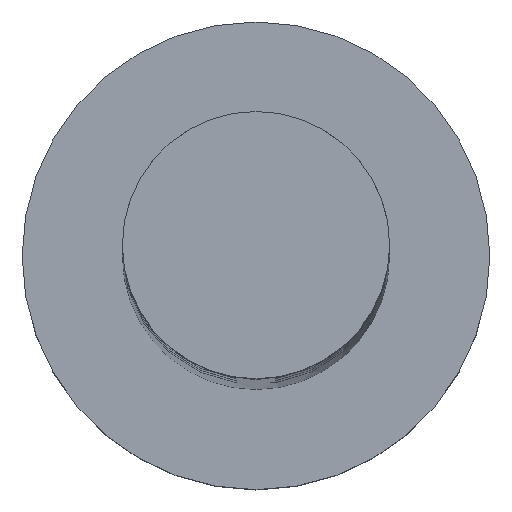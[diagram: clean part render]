
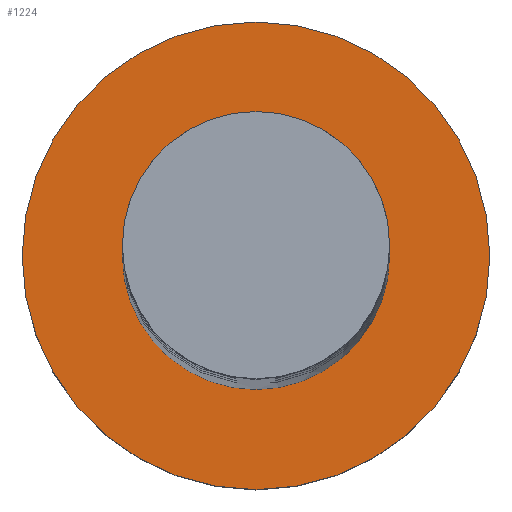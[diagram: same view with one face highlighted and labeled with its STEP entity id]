
A CAD part, top view. The second image highlights one B-rep face of the part: STEP entity #1224.
In plain terms, the highlighted planar face has unit normal (0, 0, 1).
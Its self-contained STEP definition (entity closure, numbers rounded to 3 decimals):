
#73 = DIRECTION ( 'NONE',  ( 1., 0., 0. ) ) ;
#81 = CARTESIAN_POINT ( 'NONE',  ( 7., 0., 5. ) ) ;
#194 = ORIENTED_EDGE ( 'NONE', *, *, #1395, .T. ) ;
#202 = CIRCLE ( 'NONE', #317, 4. ) ;
#308 = EDGE_CURVE ( 'NONE', #332, #1545, #1492, .T. ) ;
#317 = AXIS2_PLACEMENT_3D ( 'NONE', #1465, #902, #1172 ) ;
#332 = VERTEX_POINT ( 'NONE', #81 ) ;
#342 = DIRECTION ( 'NONE',  ( 1., 0., 0. ) ) ;
#345 = DIRECTION ( 'NONE',  ( 0., 0., 1. ) ) ;
#534 = CARTESIAN_POINT ( 'NONE',  ( -7., 0., 5. ) ) ;
#615 = FACE_OUTER_BOUND ( 'NONE', #736, .T. ) ;
#631 = EDGE_LOOP ( 'NONE', ( #1561, #655 ) ) ;
#653 = AXIS2_PLACEMENT_3D ( 'NONE', #867, #345, #876 ) ;
#655 = ORIENTED_EDGE ( 'NONE', *, *, #1737, .F. ) ;
#723 = CARTESIAN_POINT ( 'NONE',  ( 0., 0., 5. ) ) ;
#736 = EDGE_LOOP ( 'NONE', ( #194, #1434 ) ) ;
#737 = FACE_BOUND ( 'NONE', #631, .T. ) ;
#856 = DIRECTION ( 'NONE',  ( 0., 0., 1. ) ) ;
#863 = VERTEX_POINT ( 'NONE', #971 ) ;
#867 = CARTESIAN_POINT ( 'NONE',  ( 0., 0., 5. ) ) ;
#876 = DIRECTION ( 'NONE',  ( 1., 0., 0. ) ) ;
#902 = DIRECTION ( 'NONE',  ( 0., 0., 1. ) ) ;
#956 = AXIS2_PLACEMENT_3D ( 'NONE', #723, #856, #342 ) ;
#971 = CARTESIAN_POINT ( 'NONE',  ( -4., 0., 5. ) ) ;
#1046 = CIRCLE ( 'NONE', #653, 7. ) ;
#1118 = PLANE ( 'NONE',  #1154 ) ;
#1135 = DIRECTION ( 'NONE',  ( 0., 0., 1. ) ) ;
#1154 = AXIS2_PLACEMENT_3D ( 'NONE', #1269, #1527, #1426 ) ;
#1155 = CIRCLE ( 'NONE', #1521, 4. ) ;
#1172 = DIRECTION ( 'NONE',  ( 1., 0., 0. ) ) ;
#1206 = CARTESIAN_POINT ( 'NONE',  ( 4., 0., 5. ) ) ;
#1224 = ADVANCED_FACE ( 'NONE', ( #737, #615 ), #1118, .T. ) ;
#1269 = CARTESIAN_POINT ( 'NONE',  ( 0., 0., 5. ) ) ;
#1395 = EDGE_CURVE ( 'NONE', #1545, #332, #1046, .T. ) ;
#1426 = DIRECTION ( 'NONE',  ( 1., 0., 0. ) ) ;
#1434 = ORIENTED_EDGE ( 'NONE', *, *, #308, .T. ) ;
#1465 = CARTESIAN_POINT ( 'NONE',  ( 0., 0., 5. ) ) ;
#1489 = EDGE_CURVE ( 'NONE', #863, #1638, #202, .T. ) ;
#1492 = CIRCLE ( 'NONE', #956, 7. ) ;
#1521 = AXIS2_PLACEMENT_3D ( 'NONE', #1552, #1135, #73 ) ;
#1527 = DIRECTION ( 'NONE',  ( 0., 0., 1. ) ) ;
#1545 = VERTEX_POINT ( 'NONE', #534 ) ;
#1552 = CARTESIAN_POINT ( 'NONE',  ( 0., 0., 5. ) ) ;
#1561 = ORIENTED_EDGE ( 'NONE', *, *, #1489, .F. ) ;
#1638 = VERTEX_POINT ( 'NONE', #1206 ) ;
#1737 = EDGE_CURVE ( 'NONE', #1638, #863, #1155, .T. ) ;
